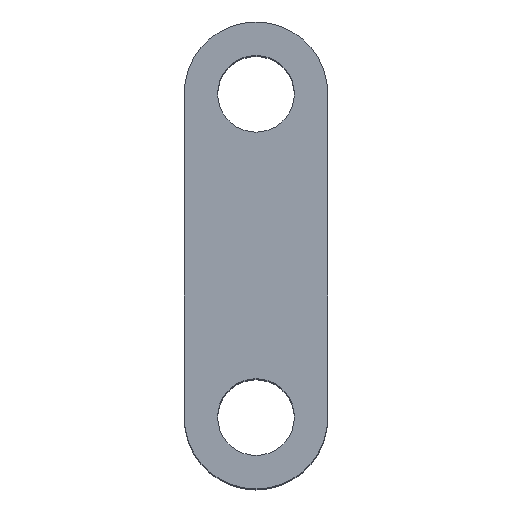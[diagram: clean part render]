
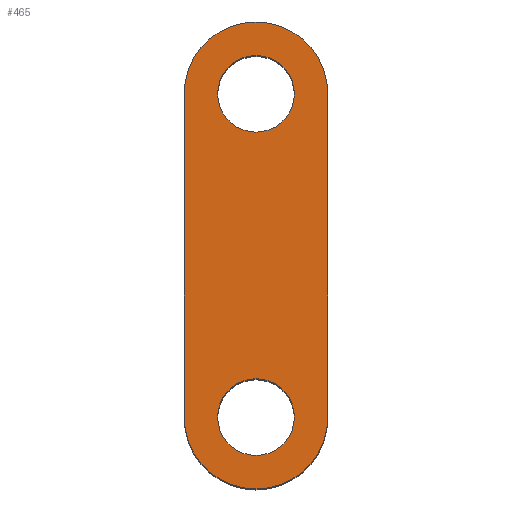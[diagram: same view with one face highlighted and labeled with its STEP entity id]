
A CAD part, top view. The second image highlights one B-rep face of the part: STEP entity #465.
In plain terms, the highlighted planar face has unit normal (0, 0, 1).
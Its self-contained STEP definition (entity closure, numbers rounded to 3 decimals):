
#6 = AXIS2_PLACEMENT_3D ( 'NONE', #299, #714, #546 ) ;
#19 = DIRECTION ( 'NONE',  ( -1., 0., 0. ) ) ;
#22 = PLANE ( 'NONE',  #67 ) ;
#26 = DIRECTION ( 'NONE',  ( 0., 0., -1. ) ) ;
#27 = VERTEX_POINT ( 'NONE', #266 ) ;
#37 = CARTESIAN_POINT ( 'NONE',  ( -1.6, -6.75, 5.5 ) ) ;
#39 = VERTEX_POINT ( 'NONE', #37 ) ;
#43 = CARTESIAN_POINT ( 'NONE',  ( -3., 6.75, 5.5 ) ) ;
#53 = CARTESIAN_POINT ( 'NONE',  ( 0., -6.75, 5.5 ) ) ;
#58 = DIRECTION ( 'NONE',  ( 1., 0., 0. ) ) ;
#64 = EDGE_CURVE ( 'NONE', #27, #744, #77, .T. ) ;
#67 = AXIS2_PLACEMENT_3D ( 'NONE', #537, #26, #19 ) ;
#70 = AXIS2_PLACEMENT_3D ( 'NONE', #576, #698, #701 ) ;
#77 = CIRCLE ( 'NONE', #554, 1.6 ) ;
#81 = DIRECTION ( 'NONE',  ( 0., 0., 1. ) ) ;
#92 = EDGE_LOOP ( 'NONE', ( #197, #545, #251, #712 ) ) ;
#94 = CIRCLE ( 'NONE', #70, 3. ) ;
#100 = VERTEX_POINT ( 'NONE', #504 ) ;
#107 = CIRCLE ( 'NONE', #457, 1.6 ) ;
#126 = VERTEX_POINT ( 'NONE', #649 ) ;
#138 = CARTESIAN_POINT ( 'NONE',  ( 0., 6.75, 5.5 ) ) ;
#148 = LINE ( 'NONE', #556, #671 ) ;
#154 = ORIENTED_EDGE ( 'NONE', *, *, #648, .F. ) ;
#160 = AXIS2_PLACEMENT_3D ( 'NONE', #53, #288, #58 ) ;
#178 = CARTESIAN_POINT ( 'NONE',  ( 3., 6.75, 5.5 ) ) ;
#197 = ORIENTED_EDGE ( 'NONE', *, *, #762, .T. ) ;
#200 = ORIENTED_EDGE ( 'NONE', *, *, #379, .F. ) ;
#212 = CARTESIAN_POINT ( 'NONE',  ( 0., 6.75, 5.5 ) ) ;
#213 = VERTEX_POINT ( 'NONE', #178 ) ;
#241 = CARTESIAN_POINT ( 'NONE',  ( -1.6, 6.75, 5.5 ) ) ;
#251 = ORIENTED_EDGE ( 'NONE', *, *, #626, .T. ) ;
#260 = VERTEX_POINT ( 'NONE', #342 ) ;
#264 = ORIENTED_EDGE ( 'NONE', *, *, #64, .F. ) ;
#266 = CARTESIAN_POINT ( 'NONE',  ( 1.6, 6.75, 5.5 ) ) ;
#278 = DIRECTION ( 'NONE',  ( 0., 1., 0. ) ) ;
#288 = DIRECTION ( 'NONE',  ( 0., 0., 1. ) ) ;
#297 = AXIS2_PLACEMENT_3D ( 'NONE', #138, #371, #605 ) ;
#299 = CARTESIAN_POINT ( 'NONE',  ( 0., 6.75, 5.5 ) ) ;
#310 = FACE_BOUND ( 'NONE', #381, .T. ) ;
#333 = DIRECTION ( 'NONE',  ( 0., 0., 1. ) ) ;
#342 = CARTESIAN_POINT ( 'NONE',  ( 1.6, -6.75, 5.5 ) ) ;
#365 = EDGE_CURVE ( 'NONE', #260, #39, #107, .T. ) ;
#371 = DIRECTION ( 'NONE',  ( 0., 0., 1. ) ) ;
#379 = EDGE_CURVE ( 'NONE', #744, #27, #565, .T. ) ;
#380 = ORIENTED_EDGE ( 'NONE', *, *, #365, .F. ) ;
#381 = EDGE_LOOP ( 'NONE', ( #154, #380 ) ) ;
#382 = LINE ( 'NONE', #43, #456 ) ;
#446 = DIRECTION ( 'NONE',  ( 0., -1., 0. ) ) ;
#456 = VECTOR ( 'NONE', #446, 1000. ) ;
#457 = AXIS2_PLACEMENT_3D ( 'NONE', #534, #81, #662 ) ;
#465 = ADVANCED_FACE ( 'NONE', ( #541, #600, #310 ), #22, .F. ) ;
#504 = CARTESIAN_POINT ( 'NONE',  ( -3., 6.75, 5.5 ) ) ;
#522 = CARTESIAN_POINT ( 'NONE',  ( 3., -6.75, 5.5 ) ) ;
#534 = CARTESIAN_POINT ( 'NONE',  ( 0., -6.75, 5.5 ) ) ;
#537 = CARTESIAN_POINT ( 'NONE',  ( 0., 6.75, 5.5 ) ) ;
#541 = FACE_OUTER_BOUND ( 'NONE', #92, .T. ) ;
#545 = ORIENTED_EDGE ( 'NONE', *, *, #594, .T. ) ;
#546 = DIRECTION ( 'NONE',  ( -1., 0., 0. ) ) ;
#554 = AXIS2_PLACEMENT_3D ( 'NONE', #212, #333, #683 ) ;
#556 = CARTESIAN_POINT ( 'NONE',  ( 3., 6.75, 5.5 ) ) ;
#565 = CIRCLE ( 'NONE', #297, 1.6 ) ;
#576 = CARTESIAN_POINT ( 'NONE',  ( 0., -6.75, 5.5 ) ) ;
#594 = EDGE_CURVE ( 'NONE', #100, #126, #382, .T. ) ;
#600 = FACE_BOUND ( 'NONE', #721, .T. ) ;
#602 = EDGE_CURVE ( 'NONE', #614, #213, #148, .T. ) ;
#605 = DIRECTION ( 'NONE',  ( 1., 0., 0. ) ) ;
#614 = VERTEX_POINT ( 'NONE', #522 ) ;
#626 = EDGE_CURVE ( 'NONE', #126, #614, #94, .T. ) ;
#648 = EDGE_CURVE ( 'NONE', #39, #260, #655, .T. ) ;
#649 = CARTESIAN_POINT ( 'NONE',  ( -3., -6.75, 5.5 ) ) ;
#655 = CIRCLE ( 'NONE', #160, 1.6 ) ;
#662 = DIRECTION ( 'NONE',  ( 1., 0., 0. ) ) ;
#671 = VECTOR ( 'NONE', #278, 1000. ) ;
#683 = DIRECTION ( 'NONE',  ( 1., 0., 0. ) ) ;
#698 = DIRECTION ( 'NONE',  ( 0., 0., 1. ) ) ;
#701 = DIRECTION ( 'NONE',  ( 1., 0., 0. ) ) ;
#712 = ORIENTED_EDGE ( 'NONE', *, *, #602, .T. ) ;
#714 = DIRECTION ( 'NONE',  ( 0., 0., 1. ) ) ;
#718 = CIRCLE ( 'NONE', #6, 3. ) ;
#721 = EDGE_LOOP ( 'NONE', ( #200, #264 ) ) ;
#744 = VERTEX_POINT ( 'NONE', #241 ) ;
#762 = EDGE_CURVE ( 'NONE', #213, #100, #718, .T. ) ;
